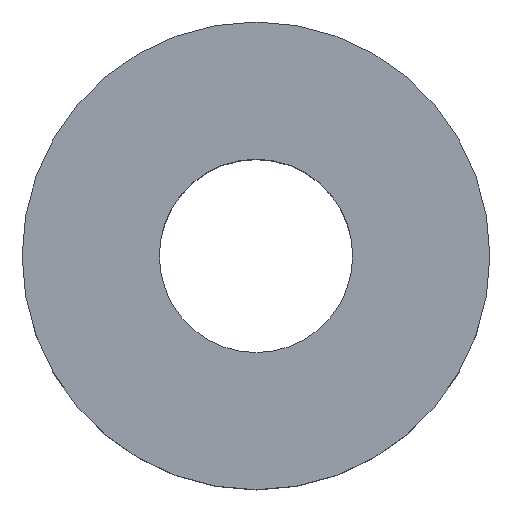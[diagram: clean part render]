
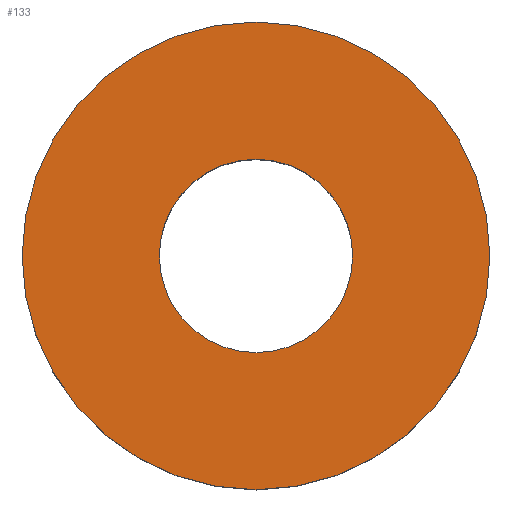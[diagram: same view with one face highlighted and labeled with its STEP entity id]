
A CAD part, top view. The second image highlights one B-rep face of the part: STEP entity #133.
In plain terms, the highlighted planar face has unit normal (0, 0, 1).
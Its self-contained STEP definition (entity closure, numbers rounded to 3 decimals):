
#26=PLANE('',#152);
#37=ORIENTED_EDGE('',*,*,#44,.F.);
#38=ORIENTED_EDGE('',*,*,#39,.F.);
#39=EDGE_CURVE('',#45,#45,#51,.T.);
#44=EDGE_CURVE('',#50,#50,#56,.T.);
#45=VERTEX_POINT('',#185);
#50=VERTEX_POINT('',#199);
#51=CIRCLE('',#142,2.067);
#56=CIRCLE('',#151,5.);
#67=EDGE_LOOP('',(#37));
#68=EDGE_LOOP('',(#38));
#79=FACE_BOUND('',#67,.T.);
#80=FACE_BOUND('',#68,.T.);
#133=ADVANCED_FACE('',(#79,#80),#26,.F.);
#142=AXIS2_PLACEMENT_3D('',#184,#158,#159);
#151=AXIS2_PLACEMENT_3D('',#198,#176,#177);
#152=AXIS2_PLACEMENT_3D('',#200,#178,#179);
#158=DIRECTION('',(0.,0.,1.));
#159=DIRECTION('',(1.,0.,0.));
#176=DIRECTION('',(0.,0.,-1.));
#177=DIRECTION('',(-1.,0.,0.));
#178=DIRECTION('',(0.,0.,-1.));
#179=DIRECTION('',(-1.,0.,0.));
#184=CARTESIAN_POINT('',(0.,0.,0.));
#185=CARTESIAN_POINT('',(2.067,0.,0.));
#198=CARTESIAN_POINT('',(0.,0.,0.));
#199=CARTESIAN_POINT('',(-5.,0.,0.));
#200=CARTESIAN_POINT('',(0.,0.,0.));
